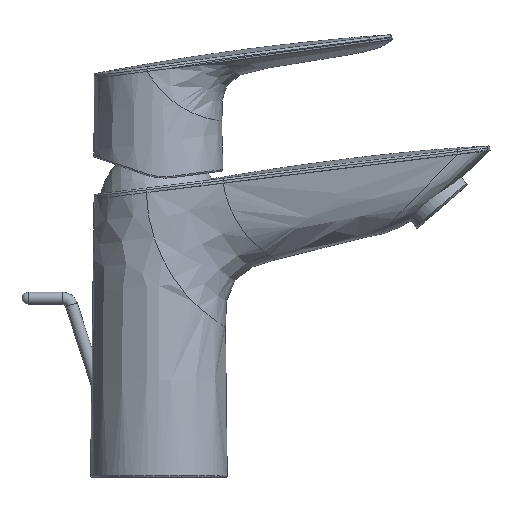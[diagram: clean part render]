
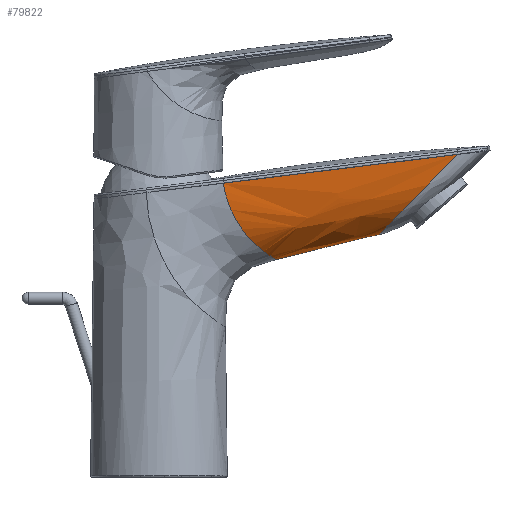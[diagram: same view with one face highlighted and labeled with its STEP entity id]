
A CAD part, front view. The second image highlights one B-rep face of the part: STEP entity #79822.
In plain terms, the highlighted free-form (B-spline) face has degree [2, 1] with [5, 2] control points.
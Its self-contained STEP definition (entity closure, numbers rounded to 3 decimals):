
#2288=B_SPLINE_SURFACE_WITH_KNOTS('',2,1,((#138210,#138211),(#138212,#138213),
(#138214,#138215),(#138216,#138217),(#138218,#138219)),.PLANE_SURF.,.F.,
 .F.,.F.,(3,2,3),(2,2),(-1.,0.,1.),(0.,88.964),
 .PIECEWISE_BEZIER_KNOTS.);
#3614=B_SPLINE_CURVE_WITH_KNOTS('',3,(#137695,#137696,#137697,#137698,#137699,
#137700,#137701,#137702,#137703,#137704,#137705,#137706,#137707,#137708,
#137709,#137710,#137711,#137712,#137713,#137714,#137715),.UNSPECIFIED.,
 .F.,.F.,(4,1,1,1,1,1,1,1,1,1,1,1,1,1,1,1,1,1,4),(-81.023,-70.901,
-65.841,-60.78,-55.719,-50.658,
-48.128,-45.597,-43.067,-40.536,
-38.006,-35.476,-32.945,-30.415,
-25.354,-20.293,-15.232,-10.172,
-0.05),.UNSPECIFIED.);
#3623=B_SPLINE_CURVE_WITH_KNOTS('',3,(#138170,#138171,#138172,#138173,#138174,
#138175,#138176,#138177,#138178,#138179,#138180,#138181,#138182,#138183,
#138184,#138185,#138186),.UNSPECIFIED.,.F.,.F.,(4,1,1,1,1,1,1,1,1,1,1,1,
1,1,4),(0.04,13.31,19.944,26.579,
33.214,39.849,46.483,53.118,59.753,
66.387,73.022,79.657,86.292,92.926,
106.196),.UNSPECIFIED.);
#3627=B_SPLINE_CURVE_WITH_KNOTS('',3,(#138220,#138221,#138222,#138223),
 .UNSPECIFIED.,.F.,.F.,(4,4),(0.,0.078),.UNSPECIFIED.);
#3628=B_SPLINE_CURVE_WITH_KNOTS('',3,(#138224,#138225,#138226,#138227),
 .UNSPECIFIED.,.F.,.F.,(4,4),(0.,0.078),.UNSPECIFIED.);
#30073=ORIENTED_EDGE('',*,*,#38642,.F.);
#30074=ORIENTED_EDGE('',*,*,#38646,.T.);
#30075=ORIENTED_EDGE('',*,*,#38633,.T.);
#30076=ORIENTED_EDGE('',*,*,#38647,.T.);
#38633=EDGE_CURVE('',#44310,#44311,#3614,.F.);
#38642=EDGE_CURVE('',#44317,#44318,#3623,.T.);
#38646=EDGE_CURVE('',#44317,#44310,#3627,.T.);
#38647=EDGE_CURVE('',#44311,#44318,#3628,.T.);
#44310=VERTEX_POINT('',#137716);
#44311=VERTEX_POINT('',#137717);
#44317=VERTEX_POINT('',#138169);
#44318=VERTEX_POINT('',#138187);
#50427=EDGE_LOOP('',(#30073,#30074,#30075,#30076));
#54039=FACE_BOUND('',#50427,.T.);
#79822=ADVANCED_FACE('',(#54039),#2288,.T.);
#137695=CARTESIAN_POINT('',(98.152,-16.287,106.018));
#137696=CARTESIAN_POINT('',(95.583,-16.172,103.387));
#137697=CARTESIAN_POINT('',(91.731,-15.836,99.444));
#137698=CARTESIAN_POINT('',(86.636,-14.832,94.227));
#137699=CARTESIAN_POINT('',(82.859,-13.691,90.361));
#137700=CARTESIAN_POINT('',(79.185,-11.989,86.599));
#137701=CARTESIAN_POINT('',(76.32,-9.833,83.665));
#137702=CARTESIAN_POINT('',(74.378,-7.397,81.677));
#137703=CARTESIAN_POINT('',(73.225,-5.16,80.496));
#137704=CARTESIAN_POINT('',(72.516,-2.567,79.77));
#137705=CARTESIAN_POINT('',(72.304,0.195,79.554));
#137706=CARTESIAN_POINT('',(72.516,2.956,79.77));
#137707=CARTESIAN_POINT('',(73.225,5.55,80.496));
#137708=CARTESIAN_POINT('',(74.378,7.787,81.677));
#137709=CARTESIAN_POINT('',(76.32,10.223,83.665));
#137710=CARTESIAN_POINT('',(79.185,12.379,86.599));
#137711=CARTESIAN_POINT('',(82.859,14.081,90.361));
#137712=CARTESIAN_POINT('',(86.636,15.222,94.227));
#137713=CARTESIAN_POINT('',(91.731,16.226,99.444));
#137714=CARTESIAN_POINT('',(95.582,16.562,103.387));
#137715=CARTESIAN_POINT('',(98.152,16.677,106.018));
#137716=CARTESIAN_POINT('',(98.152,16.677,106.018));
#137717=CARTESIAN_POINT('',(98.152,-16.287,106.018));
#138169=CARTESIAN_POINT('',(21.166,21.134,96.568));
#138170=CARTESIAN_POINT('',(21.166,21.134,96.568));
#138171=CARTESIAN_POINT('',(21.668,20.749,93.191));
#138172=CARTESIAN_POINT('',(23.18,19.857,88.273));
#138173=CARTESIAN_POINT('',(26.419,17.815,82.538));
#138174=CARTESIAN_POINT('',(29.316,15.786,78.764));
#138175=CARTESIAN_POINT('',(32.479,13.152,75.626));
#138176=CARTESIAN_POINT('',(35.585,9.755,73.231));
#138177=CARTESIAN_POINT('',(38.013,5.36,71.737));
#138178=CARTESIAN_POINT('',(38.831,0.195,71.302));
#138179=CARTESIAN_POINT('',(38.013,-4.97,71.737));
#138180=CARTESIAN_POINT('',(35.584,-9.365,73.231));
#138181=CARTESIAN_POINT('',(32.479,-12.762,75.626));
#138182=CARTESIAN_POINT('',(29.316,-15.396,78.764));
#138183=CARTESIAN_POINT('',(26.419,-17.425,82.538));
#138184=CARTESIAN_POINT('',(23.18,-19.467,88.273));
#138185=CARTESIAN_POINT('',(21.668,-20.359,93.191));
#138186=CARTESIAN_POINT('',(21.166,-20.744,96.568));
#138187=CARTESIAN_POINT('',(21.166,-20.744,96.568));
#138210=CARTESIAN_POINT('',(98.19,16.679,106.057));
#138211=CARTESIAN_POINT('',(10.035,21.781,95.233));
#138212=CARTESIAN_POINT('',(72.375,15.535,79.626));
#138213=CARTESIAN_POINT('',(15.481,18.408,65.865));
#138214=CARTESIAN_POINT('',(72.375,0.195,79.626));
#138215=CARTESIAN_POINT('',(15.481,0.195,65.865));
#138216=CARTESIAN_POINT('',(72.375,-15.145,79.626));
#138217=CARTESIAN_POINT('',(15.481,-18.018,65.865));
#138218=CARTESIAN_POINT('',(98.19,-16.289,106.057));
#138219=CARTESIAN_POINT('',(10.035,-21.391,95.233));
#138220=CARTESIAN_POINT('',(21.166,21.134,96.568));
#138221=CARTESIAN_POINT('',(46.828,19.648,99.718));
#138222=CARTESIAN_POINT('',(72.49,18.163,102.868));
#138223=CARTESIAN_POINT('',(98.152,16.677,106.018));
#138224=CARTESIAN_POINT('',(98.152,-16.287,106.018));
#138225=CARTESIAN_POINT('',(72.49,-17.773,102.868));
#138226=CARTESIAN_POINT('',(46.828,-19.258,99.718));
#138227=CARTESIAN_POINT('',(21.166,-20.744,96.568));
